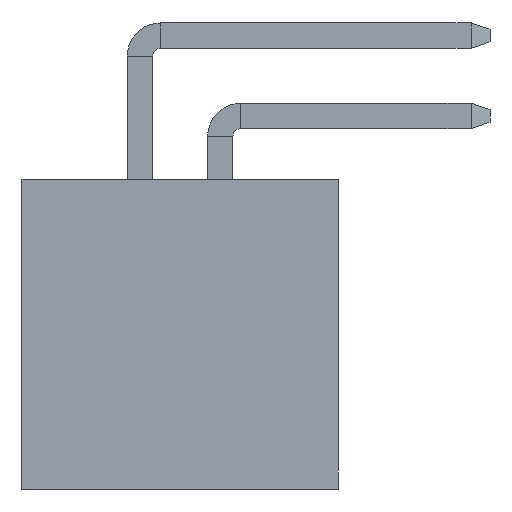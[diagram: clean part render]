
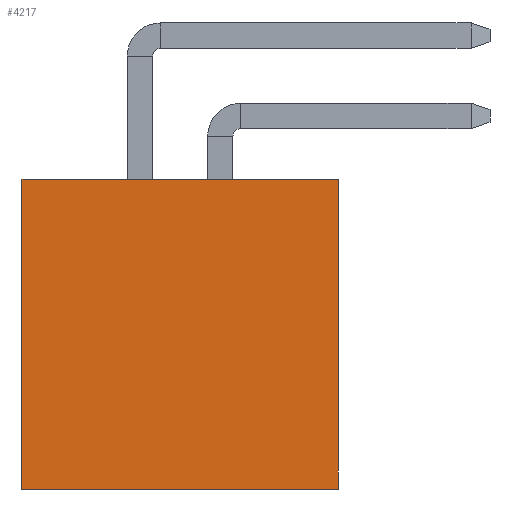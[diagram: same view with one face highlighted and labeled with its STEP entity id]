
A CAD part, front view. The second image highlights one B-rep face of the part: STEP entity #4217.
In plain terms, the highlighted planar face has unit normal (0, -1, 0).
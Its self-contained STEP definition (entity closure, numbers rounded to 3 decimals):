
#2=DIRECTION('',(0.,0.,1.));
#3=VECTOR('',#2,4.9);
#4=CARTESIAN_POINT('',(-2.5,-11.43,-2.45));
#5=LINE('',#4,#3);
#6=DIRECTION('',(1.,0.,0.));
#7=VECTOR('',#6,5.);
#8=CARTESIAN_POINT('',(-2.5,-11.43,2.45));
#9=LINE('',#8,#7);
#10=DIRECTION('',(0.,0.,-1.));
#11=VECTOR('',#10,4.9);
#12=CARTESIAN_POINT('',(2.5,-11.43,2.45));
#13=LINE('',#12,#11);
#14=DIRECTION('',(-1.,0.,0.));
#15=VECTOR('',#14,5.);
#16=CARTESIAN_POINT('',(2.5,-11.43,-2.45));
#17=LINE('',#16,#15);
#3206=CARTESIAN_POINT('',(-2.5,-11.43,-2.45));
#3207=CARTESIAN_POINT('',(-2.5,-11.43,2.45));
#3208=VERTEX_POINT('',#3206);
#3209=VERTEX_POINT('',#3207);
#3210=CARTESIAN_POINT('',(2.5,-11.43,2.45));
#3211=VERTEX_POINT('',#3210);
#3212=CARTESIAN_POINT('',(2.5,-11.43,-2.45));
#3213=VERTEX_POINT('',#3212);
#4202=CARTESIAN_POINT('',(0.,-11.43,0.));
#4203=DIRECTION('',(0.,1.,0.));
#4204=DIRECTION('',(1.,0.,0.));
#4205=AXIS2_PLACEMENT_3D('',#4202,#4203,#4204);
#4206=PLANE('',#4205);
#4208=ORIENTED_EDGE('',*,*,#4207,.T.);
#4210=ORIENTED_EDGE('',*,*,#4209,.T.);
#4212=ORIENTED_EDGE('',*,*,#4211,.T.);
#4214=ORIENTED_EDGE('',*,*,#4213,.T.);
#4215=EDGE_LOOP('',(#4208,#4210,#4212,#4214));
#4216=FACE_OUTER_BOUND('',#4215,.F.);
#4217=ADVANCED_FACE('',(#4216),#4206,.F.);
#4207=EDGE_CURVE('',#3208,#3209,#5,.T.);
#4209=EDGE_CURVE('',#3209,#3211,#9,.T.);
#4211=EDGE_CURVE('',#3211,#3213,#13,.T.);
#4213=EDGE_CURVE('',#3213,#3208,#17,.T.);
